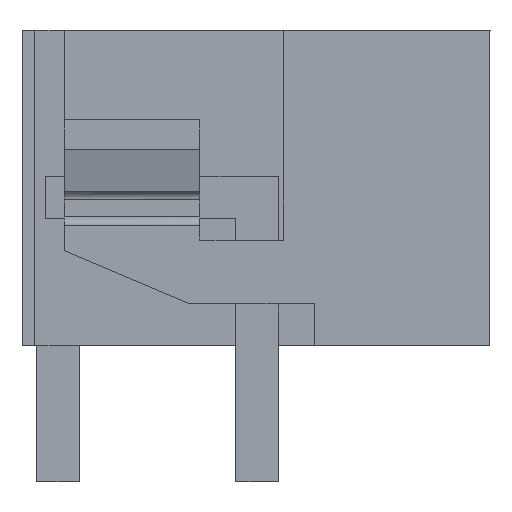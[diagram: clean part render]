
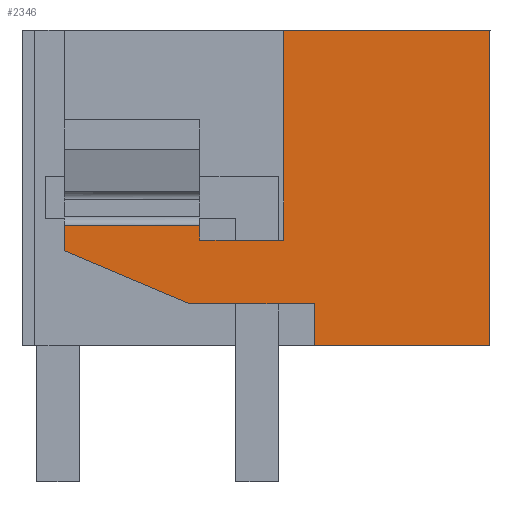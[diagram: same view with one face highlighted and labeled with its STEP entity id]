
A CAD part, left-side view. The second image highlights one B-rep face of the part: STEP entity #2346.
In plain terms, the highlighted planar face has unit normal (-1, 0, 0).
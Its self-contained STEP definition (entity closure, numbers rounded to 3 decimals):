
#2277=AXIS2_PLACEMENT_3D('Plane Axis2P3D',#2274,#2275,#2276) ;
#105=CARTESIAN_POINT('Vertex',(0.,0.,3.2)) ;
#110=CARTESIAN_POINT('Line Origine',(0.,2.075,3.2)) ;
#114=CARTESIAN_POINT('Vertex',(0.,4.15,3.2)) ;
#938=CARTESIAN_POINT('Vertex',(0.,4.875,10.65)) ;
#941=CARTESIAN_POINT('Line Origine',(0.,2.437,10.65)) ;
#945=CARTESIAN_POINT('Vertex',(0.,0.,10.65)) ;
#2197=CARTESIAN_POINT('Line Origine',(0.,0.,6.925)) ;
#2274=CARTESIAN_POINT('Axis2P3D Location',(0.,11.05,0.)) ;
#2279=CARTESIAN_POINT('Line Origine',(0.,4.875,8.175)) ;
#2283=CARTESIAN_POINT('Vertex',(0.,4.875,5.7)) ;
#2286=CARTESIAN_POINT('Line Origine',(0.,5.863,5.7)) ;
#2290=CARTESIAN_POINT('Vertex',(0.,6.85,5.7)) ;
#2293=CARTESIAN_POINT('Line Origine',(0.,6.85,5.875)) ;
#2297=CARTESIAN_POINT('Vertex',(0.,6.85,6.05)) ;
#2300=CARTESIAN_POINT('Line Origine',(0.,8.45,6.05)) ;
#2304=CARTESIAN_POINT('Vertex',(0.,10.05,6.05)) ;
#2307=CARTESIAN_POINT('Line Origine',(0.,10.05,5.75)) ;
#2311=CARTESIAN_POINT('Vertex',(0.,10.05,5.45)) ;
#2314=CARTESIAN_POINT('Line Origine',(0.,8.571,4.823)) ;
#2318=CARTESIAN_POINT('Vertex',(0.,7.092,4.197)) ;
#2321=CARTESIAN_POINT('Line Origine',(0.,5.621,4.197)) ;
#2325=CARTESIAN_POINT('Vertex',(0.,4.15,4.197)) ;
#2328=CARTESIAN_POINT('Line Origine',(0.,4.15,3.698)) ;
#111=DIRECTION('Vector Direction',(0.,1.,0.)) ;
#942=DIRECTION('Vector Direction',(0.,-1.,0.)) ;
#2198=DIRECTION('Vector Direction',(0.,0.,-1.)) ;
#2275=DIRECTION('Axis2P3D Direction',(-1.,0.,0.)) ;
#2276=DIRECTION('Axis2P3D XDirection',(0.,-1.,0.)) ;
#2280=DIRECTION('Vector Direction',(0.,0.,1.)) ;
#2287=DIRECTION('Vector Direction',(0.,1.,0.)) ;
#2294=DIRECTION('Vector Direction',(0.,0.,1.)) ;
#2301=DIRECTION('Vector Direction',(0.,-1.,0.)) ;
#2308=DIRECTION('Vector Direction',(0.,0.,-1.)) ;
#2315=DIRECTION('Vector Direction',(0.,0.921,0.39)) ;
#2322=DIRECTION('Vector Direction',(0.,-1.,0.)) ;
#2329=DIRECTION('Vector Direction',(0.,0.,-1.)) ;
#112=VECTOR('Line Direction',#111,1.) ;
#943=VECTOR('Line Direction',#942,1.) ;
#2199=VECTOR('Line Direction',#2198,1.) ;
#2281=VECTOR('Line Direction',#2280,1.) ;
#2288=VECTOR('Line Direction',#2287,1.) ;
#2295=VECTOR('Line Direction',#2294,1.) ;
#2302=VECTOR('Line Direction',#2301,1.) ;
#2309=VECTOR('Line Direction',#2308,1.) ;
#2316=VECTOR('Line Direction',#2315,1.) ;
#2323=VECTOR('Line Direction',#2322,1.) ;
#2330=VECTOR('Line Direction',#2329,1.) ;
#2334=ORIENTED_EDGE('',*,*,#116,.T.) ;
#2335=ORIENTED_EDGE('',*,*,#2201,.T.) ;
#2336=ORIENTED_EDGE('',*,*,#947,.T.) ;
#2337=ORIENTED_EDGE('',*,*,#2285,.T.) ;
#2338=ORIENTED_EDGE('',*,*,#2292,.T.) ;
#2339=ORIENTED_EDGE('',*,*,#2299,.T.) ;
#2340=ORIENTED_EDGE('',*,*,#2306,.F.) ;
#2341=ORIENTED_EDGE('',*,*,#2313,.T.) ;
#2342=ORIENTED_EDGE('',*,*,#2320,.T.) ;
#2343=ORIENTED_EDGE('',*,*,#2327,.T.) ;
#2344=ORIENTED_EDGE('',*,*,#2332,.T.) ;
#2346=ADVANCED_FACE('HOUSING',(#2345),#2278,.T.) ;
#116=EDGE_CURVE('',#115,#106,#113,.F.) ;
#947=EDGE_CURVE('',#946,#939,#944,.F.) ;
#2201=EDGE_CURVE('',#106,#946,#2200,.F.) ;
#2285=EDGE_CURVE('',#939,#2284,#2282,.F.) ;
#2292=EDGE_CURVE('',#2284,#2291,#2289,.T.) ;
#2299=EDGE_CURVE('',#2291,#2298,#2296,.T.) ;
#2306=EDGE_CURVE('',#2305,#2298,#2303,.T.) ;
#2313=EDGE_CURVE('',#2305,#2312,#2310,.T.) ;
#2320=EDGE_CURVE('',#2312,#2319,#2317,.F.) ;
#2327=EDGE_CURVE('',#2319,#2326,#2324,.T.) ;
#2332=EDGE_CURVE('',#2326,#115,#2331,.T.) ;
#2333=EDGE_LOOP('',(#2334,#2335,#2336,#2337,#2338,#2339,#2340,#2341,#2342,#2343,#2344)) ;
#2345=FACE_OUTER_BOUND('',#2333,.T.) ;
#113=LINE('Line',#110,#112) ;
#944=LINE('Line',#941,#943) ;
#2200=LINE('Line',#2197,#2199) ;
#2282=LINE('Line',#2279,#2281) ;
#2289=LINE('Line',#2286,#2288) ;
#2296=LINE('Line',#2293,#2295) ;
#2303=LINE('Line',#2300,#2302) ;
#2310=LINE('Line',#2307,#2309) ;
#2317=LINE('Line',#2314,#2316) ;
#2324=LINE('Line',#2321,#2323) ;
#2331=LINE('Line',#2328,#2330) ;
#2278=PLANE('',#2277) ;
#106=VERTEX_POINT('',#105) ;
#115=VERTEX_POINT('',#114) ;
#939=VERTEX_POINT('',#938) ;
#946=VERTEX_POINT('',#945) ;
#2284=VERTEX_POINT('',#2283) ;
#2291=VERTEX_POINT('',#2290) ;
#2298=VERTEX_POINT('',#2297) ;
#2305=VERTEX_POINT('',#2304) ;
#2312=VERTEX_POINT('',#2311) ;
#2319=VERTEX_POINT('',#2318) ;
#2326=VERTEX_POINT('',#2325) ;
